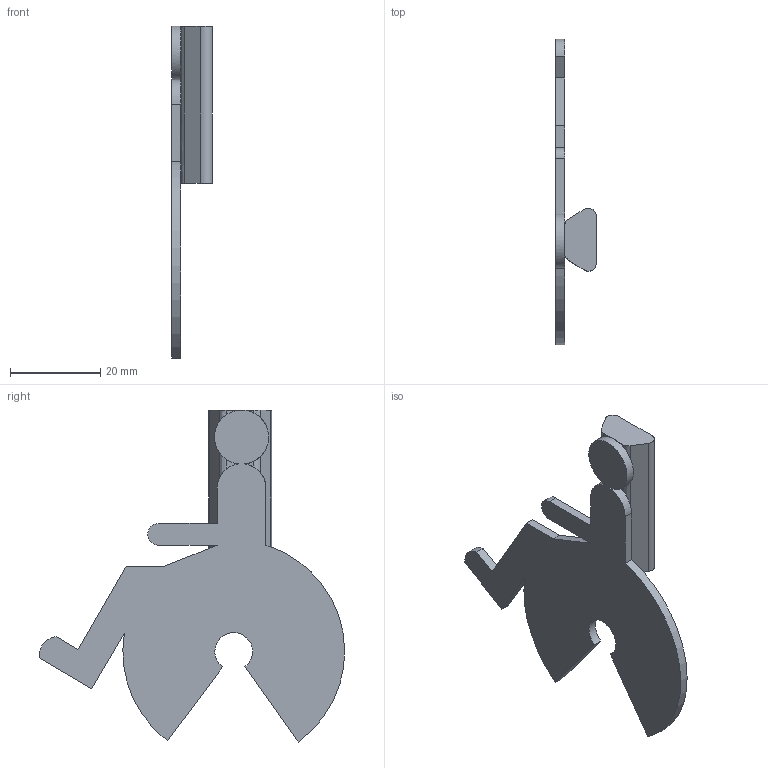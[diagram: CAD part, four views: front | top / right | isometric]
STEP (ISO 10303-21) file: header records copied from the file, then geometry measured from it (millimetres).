
FILE_DESCRIPTION(('FreeCAD Model'),'2;1');
FILE_NAME('logo.step','2016-09-30T11:31:27',('Author'),(''), 'Open CASCADE STEP processor 6.8','FreeCAD','Unknown');
FILE_SCHEMA(('AUTOMOTIVE_DESIGN_CC2 { 1 2 10303 214 -1 1 5 4 }'));
Length unit declared in the file: millimetre
Products named in the file (2): ASSEMBLY; Logo_accessory
Assembly tree (1 placements, depth 2):
  ASSEMBLY
    Logo_accessory
Bounding box: 8.98 x 67.71 x 73.62 mm (x, y, z)
Volume: 6969.4 mm3; surface area: 5747.2 mm2
Topology: 1 solids, 1 shells, 38 faces, 108 edges, 72 vertices
Faces by surface type: bspline 38
Entity records: 9244 total; most frequent: CARTESIAN_POINT 7843, B_SPLINE_CURVE_WITH_KNOTS 280, ORIENTED_EDGE 216, PCURVE 216, DEFINITIONAL_REPRESENTATION 216, EDGE_CURVE 108, SURFACE_CURVE 108, VERTEX_POINT 72
